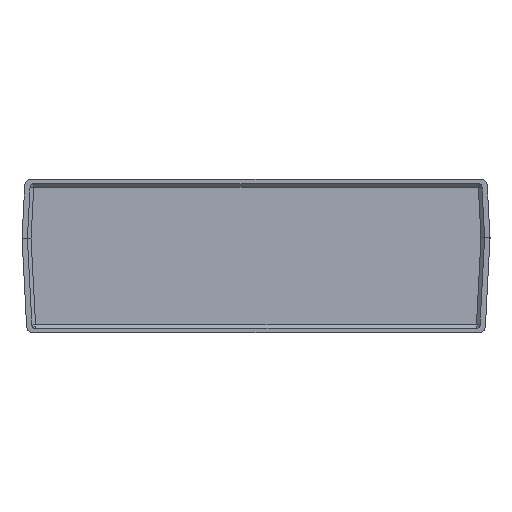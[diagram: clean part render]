
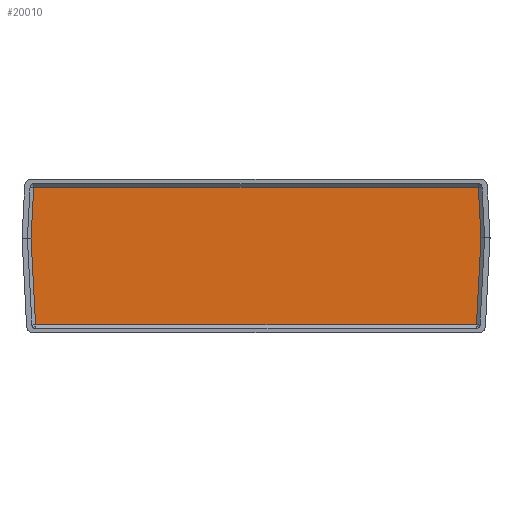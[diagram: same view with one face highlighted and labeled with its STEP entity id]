
A CAD part, front view. The second image highlights one B-rep face of the part: STEP entity #20010.
In plain terms, the highlighted planar face has unit normal (0, -1, 0).
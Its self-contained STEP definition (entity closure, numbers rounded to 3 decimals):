
#1792 = CARTESIAN_POINT ( 'NONE',  ( -102143.383, -46456.224, -59.672 ) ) ;
#1801 = DIRECTION ( 'NONE',  ( 0., 0., -1. ) ) ;
#1802 = DIRECTION ( 'NONE',  ( 0., 1., 0. ) ) ;
#1803 = CARTESIAN_POINT ( 'NONE',  ( -102145.925, -46456.224, -138.172 ) ) ;
#1810 = CIRCLE ( 'NONE', #1811, 0.5 ) ;
#1811 = AXIS2_PLACEMENT_3D ( 'NONE', #1803, #1802, #1801 ) ;
#1823 = DIRECTION ( 'NONE',  ( 0., 1., 0. ) ) ;
#1828 = CARTESIAN_POINT ( 'NONE',  ( -102396.483, -46456.224, -60.172 ) ) ;
#1843 = CARTESIAN_POINT ( 'NONE',  ( -102395.983, -46456.224, -59.672 ) ) ;
#1847 = AXIS2_PLACEMENT_3D ( 'NONE', #1895, #1878, #1877 ) ;
#1849 = CARTESIAN_POINT ( 'NONE',  ( -102393.44, -46456.224, -138.672 ) ) ;
#1850 = DIRECTION ( 'NONE',  ( -1., 0., 0. ) ) ;
#1851 = VECTOR ( 'NONE', #1850, 1000. ) ;
#1852 = CARTESIAN_POINT ( 'NONE',  ( -102393.94, -46456.224, -138.198 ) ) ;
#1859 = CARTESIAN_POINT ( 'NONE',  ( -102145.925, -46456.224, -138.672 ) ) ;
#1860 = LINE ( 'NONE', #1859, #1851 ) ;
#1861 = DIRECTION ( 'NONE',  ( 0., 0., -1. ) ) ;
#1862 = AXIS2_PLACEMENT_3D ( 'NONE', #1868, #1823, #1861 ) ;
#1863 = CIRCLE ( 'NONE', #1862, 0.5 ) ;
#1868 = CARTESIAN_POINT ( 'NONE',  ( -102393.44, -46456.224, -138.172 ) ) ;
#1876 = CARTESIAN_POINT ( 'NONE',  ( -102142.883, -46456.224, -60.172 ) ) ;
#1877 = DIRECTION ( 'NONE',  ( 0., 0., -1. ) ) ;
#1878 = DIRECTION ( 'NONE',  ( 0., 1., 0. ) ) ;
#1887 = CIRCLE ( 'NONE', #1847, 0.5 ) ;
#1895 = CARTESIAN_POINT ( 'NONE',  ( -102143.383, -46456.224, -60.172 ) ) ;
#1909 = DIRECTION ( 'NONE',  ( 0., 0., -1. ) ) ;
#1910 = DIRECTION ( 'NONE',  ( 0., 1., 0. ) ) ;
#1911 = AXIS2_PLACEMENT_3D ( 'NONE', #1921, #1910, #1909 ) ;
#1912 = CIRCLE ( 'NONE', #1911, 0.5 ) ;
#1921 = CARTESIAN_POINT ( 'NONE',  ( -102395.983, -46456.224, -60.172 ) ) ;
#1924 = DIRECTION ( 'NONE',  ( 0., 0., -1. ) ) ;
#1925 = CARTESIAN_POINT ( 'NONE',  ( -102142.883, -46456.224, -60.172 ) ) ;
#1930 = CARTESIAN_POINT ( 'NONE',  ( -102145.426, -46456.224, -138.198 ) ) ;
#1938 = CARTESIAN_POINT ( 'NONE',  ( -102145.925, -46456.224, -138.672 ) ) ;
#1939 = DIRECTION ( 'NONE',  ( 1., 0., 0. ) ) ;
#1940 = VECTOR ( 'NONE', #1939, 1000. ) ;
#1941 = CARTESIAN_POINT ( 'NONE',  ( -102395.983, -46456.224, -59.672 ) ) ;
#1942 = LINE ( 'NONE', #1941, #1940 ) ;
#1945 = CARTESIAN_POINT ( 'NONE',  ( -102396.483, -46456.224, -89.672 ) ) ;
#1946 = PLANE ( 'NONE',  #1999 ) ;
#1952 = CARTESIAN_POINT ( 'NONE',  ( -102142.883, -46456.224, -89.672 ) ) ;
#1955 = LINE ( 'NONE', #1925, #1956 ) ;
#1956 = VECTOR ( 'NONE', #1924, 1000. ) ;
#1963 = DIRECTION ( 'NONE',  ( -0.052, 0., 0.999 ) ) ;
#1964 = VECTOR ( 'NONE', #1963, 1000. ) ;
#1965 = CARTESIAN_POINT ( 'NONE',  ( -102393.94, -46456.224, -138.198 ) ) ;
#1970 = LINE ( 'NONE', #1965, #1964 ) ;
#1982 = DIRECTION ( 'NONE',  ( 0., 0., 1. ) ) ;
#1983 = VECTOR ( 'NONE', #1982, 1000. ) ;
#1984 = CARTESIAN_POINT ( 'NONE',  ( -102396.483, -46456.224, -89.672 ) ) ;
#1987 = DIRECTION ( 'NONE',  ( -0.052, 0., -0.999 ) ) ;
#1988 = VECTOR ( 'NONE', #1987, 1000. ) ;
#1991 = DIRECTION ( 'NONE',  ( 0., 0., 1. ) ) ;
#1992 = DIRECTION ( 'NONE',  ( 0., 1., 0. ) ) ;
#1994 = LINE ( 'NONE', #1984, #1983 ) ;
#1996 = CARTESIAN_POINT ( 'NONE',  ( -102142.883, -46456.224, -89.672 ) ) ;
#1997 = LINE ( 'NONE', #1996, #1988 ) ;
#1999 = AXIS2_PLACEMENT_3D ( 'NONE', #2002, #1992, #1991 ) ;
#2002 = CARTESIAN_POINT ( 'NONE',  ( -102269.683, -46456.224, -98.87 ) ) ;
#2009 = FACE_OUTER_BOUND ( 'NONE', #19941, .T. ) ;
#19847 = EDGE_CURVE ( 'NONE', #19965, #19966, #1810, .T. ) ;
#19887 = VERTEX_POINT ( 'NONE', #1792 ) ;
#19891 = VERTEX_POINT ( 'NONE', #1828 ) ;
#19892 = VERTEX_POINT ( 'NONE', #1843 ) ;
#19930 = ORIENTED_EDGE ( 'NONE', *, *, #19939, .F. ) ;
#19931 = ORIENTED_EDGE ( 'NONE', *, *, #19995, .F. ) ;
#19934 = EDGE_CURVE ( 'NONE', #19949, #19943, #1863, .T. ) ;
#19938 = ORIENTED_EDGE ( 'NONE', *, *, #19980, .F. ) ;
#19939 = EDGE_CURVE ( 'NONE', #19966, #19949, #1860, .T. ) ;
#19941 = EDGE_LOOP ( 'NONE', ( #20012, #19930, #19993, #19992, #19931, #19994, #20000, #19997, #19979, #19938 ) ) ;
#19943 = VERTEX_POINT ( 'NONE', #1852 ) ;
#19949 = VERTEX_POINT ( 'NONE', #1849 ) ;
#19960 = EDGE_CURVE ( 'NONE', #19887, #19962, #1887, .T. ) ;
#19962 = VERTEX_POINT ( 'NONE', #1876 ) ;
#19965 = VERTEX_POINT ( 'NONE', #1930 ) ;
#19966 = VERTEX_POINT ( 'NONE', #1938 ) ;
#19971 = EDGE_CURVE ( 'NONE', #19891, #19892, #1912, .T. ) ;
#19979 = ORIENTED_EDGE ( 'NONE', *, *, #20013, .F. ) ;
#19980 = EDGE_CURVE ( 'NONE', #19943, #19999, #1970, .T. ) ;
#19992 = ORIENTED_EDGE ( 'NONE', *, *, #20011, .F. ) ;
#19993 = ORIENTED_EDGE ( 'NONE', *, *, #19847, .F. ) ;
#19994 = ORIENTED_EDGE ( 'NONE', *, *, #19960, .F. ) ;
#19995 = EDGE_CURVE ( 'NONE', #19962, #20005, #1955, .T. ) ;
#19997 = ORIENTED_EDGE ( 'NONE', *, *, #19971, .F. ) ;
#19998 = EDGE_CURVE ( 'NONE', #19892, #19887, #1942, .T. ) ;
#19999 = VERTEX_POINT ( 'NONE', #1945 ) ;
#20000 = ORIENTED_EDGE ( 'NONE', *, *, #19998, .F. ) ;
#20005 = VERTEX_POINT ( 'NONE', #1952 ) ;
#20010 = ADVANCED_FACE ( 'NONE', ( #2009 ), #1946, .F. ) ;
#20011 = EDGE_CURVE ( 'NONE', #20005, #19965, #1997, .T. ) ;
#20012 = ORIENTED_EDGE ( 'NONE', *, *, #19934, .F. ) ;
#20013 = EDGE_CURVE ( 'NONE', #19999, #19891, #1994, .T. ) ;
